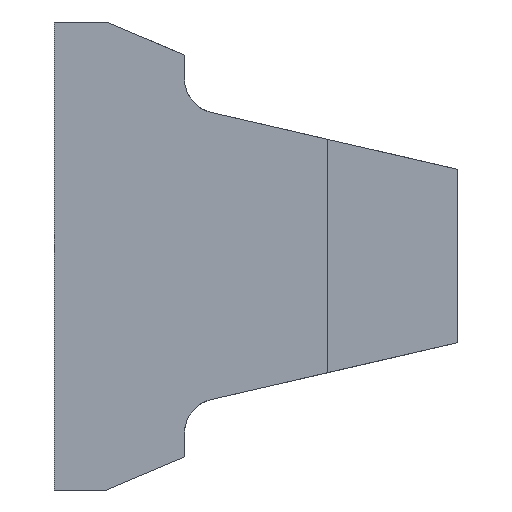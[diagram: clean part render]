
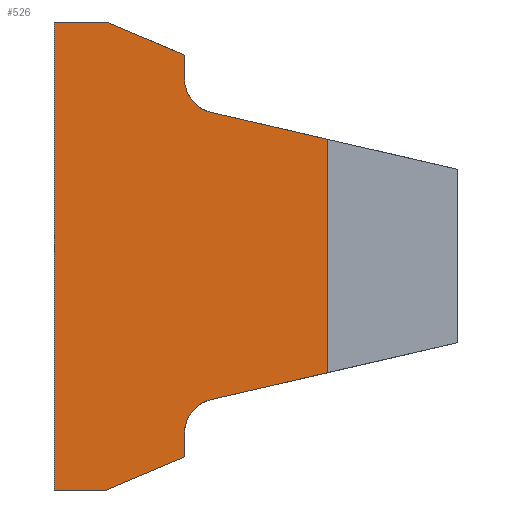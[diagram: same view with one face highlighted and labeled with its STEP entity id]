
A CAD part, front view. The second image highlights one B-rep face of the part: STEP entity #526.
In plain terms, the highlighted planar face has unit normal (0, -1, 0).
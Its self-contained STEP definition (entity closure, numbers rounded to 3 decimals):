
#250=EDGE_CURVE('',#608,#474,#699,.T.);
#258=VERTEX_POINT('',#707);
#298=VERTEX_POINT('',#752);
#300=EDGE_CURVE('',#616,#630,#754,.T.);
#326=EDGE_CURVE('',#630,#608,#781,.T.);
#358=VERTEX_POINT('',#818);
#360=EDGE_CURVE('',#514,#298,#820,.T.);
#368=VERTEX_POINT('',#828);
#446=EDGE_CURVE('',#474,#620,#913,.T.);
#448=EDGE_CURVE('',#620,#514,#915,.T.);
#474=VERTEX_POINT('',#943);
#514=VERTEX_POINT('',#986);
#518=EDGE_CURVE('',#258,#358,#990,.T.);
#526=ADVANCED_FACE('',(#999),#1000,.T.);
#546=EDGE_CURVE('',#358,#600,#1023,.T.);
#566=EDGE_CURVE('',#644,#368,#1045,.T.);
#574=EDGE_CURVE('',#368,#258,#1053,.T.);
#590=EDGE_CURVE('',#600,#616,#1071,.T.);
#600=VERTEX_POINT('',#1082);
#608=VERTEX_POINT('',#1091);
#616=VERTEX_POINT('',#1100);
#620=VERTEX_POINT('',#1104);
#630=VERTEX_POINT('',#1114);
#632=EDGE_CURVE('',#298,#644,#1116,.T.);
#644=VERTEX_POINT('',#1129);
#699=CIRCLE('',#1207,4.0);
#707=CARTESIAN_POINT('',(15.0,0.0,-23.18));
#752=CARTESIAN_POINT('',(0.0,0.0,27.0));
#754=LINE('',#1306,#1307);
#781=LINE('',#1371,#1372);
#818=CARTESIAN_POINT('',(15.0,0.0,-20.454));
#820=LINE('',#1442,#1443);
#828=CARTESIAN_POINT('',(6.0,0.0,-27.0));
#913=LINE('',#1595,#1596);
#915=LINE('',#1599,#1600);
#943=CARTESIAN_POINT('',(15.0,0.0,20.454));
#986=CARTESIAN_POINT('',(6.0,0.0,27.0));
#990=LINE('',#1721,#1722);
#999=FACE_OUTER_BOUND('',#1731,.T.);
#1000=PLANE('',#1732);
#1023=CIRCLE('',#1762,4.0);
#1045=LINE('',#1791,#1792);
#1053=LINE('',#1807,#1808);
#1071=LINE('',#1832,#1833);
#1082=CARTESIAN_POINT('',(18.1,0.0,-16.557));
#1091=CARTESIAN_POINT('',(18.1,0.0,16.557));
#1100=CARTESIAN_POINT('',(31.5,0.0,-13.463));
#1104=CARTESIAN_POINT('',(15.0,0.0,23.18));
#1114=CARTESIAN_POINT('',(31.5,0.0,13.463));
#1116=LINE('',#1937,#1938);
#1129=CARTESIAN_POINT('',(0.0,0.0,-27.0));
#1207=AXIS2_PLACEMENT_3D('',#2001,#2002,#2003);
#1306=CARTESIAN_POINT('',(31.5,0.0,-27.0));
#1307=VECTOR('',#2071,1.0);
#1371=CARTESIAN_POINT('',(43.434,0.0,10.708));
#1372=VECTOR('',#2096,1.0);
#1442=CARTESIAN_POINT('',(18.75,0.0,27.0));
#1443=VECTOR('',#2139,1.0);
#1595=CARTESIAN_POINT('',(15.0,0.0,-3.273));
#1596=VECTOR('',#2231,1.0);
#1599=CARTESIAN_POINT('',(31.015,0.0,16.382));
#1600=VECTOR('',#2232,1.0);
#1721=CARTESIAN_POINT('',(15.0,0.0,-25.09));
#1722=VECTOR('',#2299,1.0);
#1731=EDGE_LOOP('',(#2309,#2310,#2311,#2312,#2313,#2314,#2315,#2316,#2317,#2318,#2319,#2320));
#1732=AXIS2_PLACEMENT_3D('',#2321,#2322,#2323);
#1762=AXIS2_PLACEMENT_3D('',#2355,#2356,#2357);
#1791=CARTESIAN_POINT('',(15.75,0.0,-27.0));
#1792=VECTOR('',#2384,1.0);
#1807=CARTESIAN_POINT('',(16.803,0.0,-22.414));
#1808=VECTOR('',#2388,1.0);
#1832=CARTESIAN_POINT('',(23.317,0.0,-15.352));
#1833=VECTOR('',#2416,1.0);
#1937=CARTESIAN_POINT('',(0.0,0.0,0.0));
#1938=VECTOR('',#2451,1.0);
#2001=CARTESIAN_POINT('',(19.0,0.,20.454));
#2002=DIRECTION('',(-0.0,1.0,0.0));
#2003=DIRECTION('',(1.0,0.0,0.0));
#2071=DIRECTION('',(0.0,0.0,1.0));
#2096=DIRECTION('',(-0.974,0.0,0.225));
#2139=DIRECTION('',(-1.0,0.0,0.0));
#2231=DIRECTION('',(-0.0,0.0,1.0));
#2232=DIRECTION('',(-0.921,0.0,0.391));
#2299=DIRECTION('',(-0.0,0.0,1.0));
#2309=ORIENTED_EDGE('',*,*,#326,.T.);
#2310=ORIENTED_EDGE('',*,*,#250,.T.);
#2311=ORIENTED_EDGE('',*,*,#446,.T.);
#2312=ORIENTED_EDGE('',*,*,#448,.T.);
#2313=ORIENTED_EDGE('',*,*,#360,.T.);
#2314=ORIENTED_EDGE('',*,*,#632,.T.);
#2315=ORIENTED_EDGE('',*,*,#566,.T.);
#2316=ORIENTED_EDGE('',*,*,#574,.T.);
#2317=ORIENTED_EDGE('',*,*,#518,.T.);
#2318=ORIENTED_EDGE('',*,*,#546,.T.);
#2319=ORIENTED_EDGE('',*,*,#590,.T.);
#2320=ORIENTED_EDGE('',*,*,#300,.T.);
#2321=CARTESIAN_POINT('',(31.5,0.0,-27.0));
#2322=DIRECTION('',(0.0,-1.0,0.0));
#2323=DIRECTION('',(1.0,0.0,0.0));
#2355=CARTESIAN_POINT('',(19.0,0.0,-20.454));
#2356=DIRECTION('',(-0.0,1.0,0.0));
#2357=DIRECTION('',(1.0,0.0,0.0));
#2384=DIRECTION('',(1.0,0.0,0.0));
#2388=DIRECTION('',(0.921,0.0,0.391));
#2416=DIRECTION('',(0.974,0.0,0.225));
#2451=DIRECTION('',(-0.0,-0.0,-1.0));
